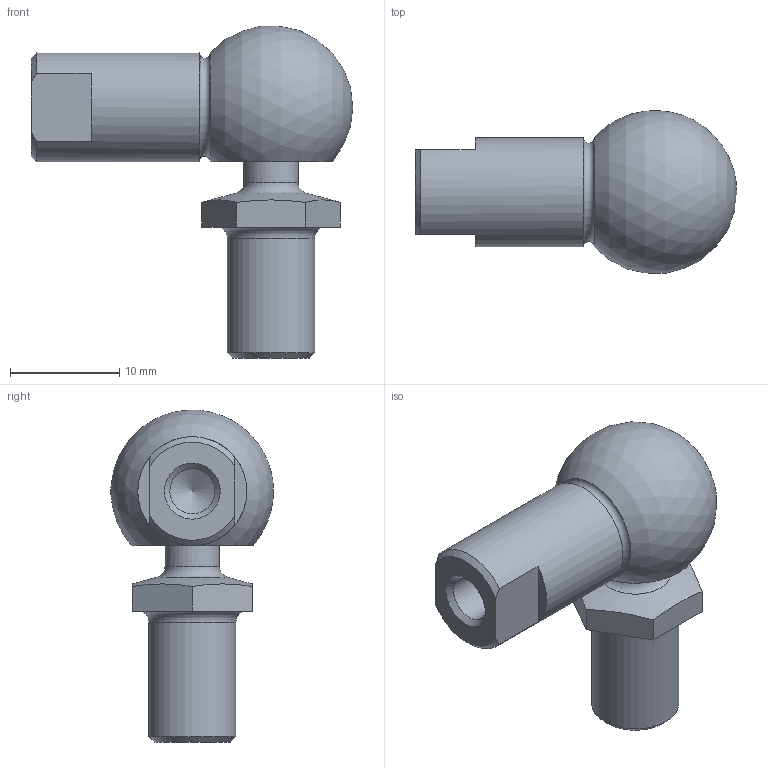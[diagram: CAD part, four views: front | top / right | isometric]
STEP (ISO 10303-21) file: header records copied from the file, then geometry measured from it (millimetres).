
FILE_DESCRIPTION(('FreeCAD Model'),'2;1');
FILE_NAME('M5 Kogelgewricht nieuw.stp','2018-10-08T15:41:56',('Author'),(''), 'Open CASCADE STEP processor 7.2','FreeCAD','Unknown');
FILE_SCHEMA(('AUTOMOTIVE_DESIGN { 1 0 10303 214 1 1 1 1 }'));
Length unit declared in the file: millimetre
Products named in the file (1): M5_Kogelgewricht
Bounding box: 29.5 x 14.94 x 30.45 mm (x, y, z)
Volume: 2894.4 mm3; surface area: 2424.2 mm2
Topology: 3 solids, 3 shells, 41 faces, 287 edges, 789 vertices
Faces by surface type: plane 18, cylinder 7, torus 7, cone 6, sphere 3
Full cylindrical faces by diameter (mm): 4.13 x1, 5 x1, 8 x1, 10 x3, 11.5 x1
Entity records: 5513 total; most frequent: CARTESIAN_POINT 2280, DIRECTION 519, GEOMETRIC_CURVE_SET 191, LINE 188, VECTOR 188, ORIENTED_EDGE 186, PCURVE 186, DEFINITIONAL_REPRESENTATION 186
